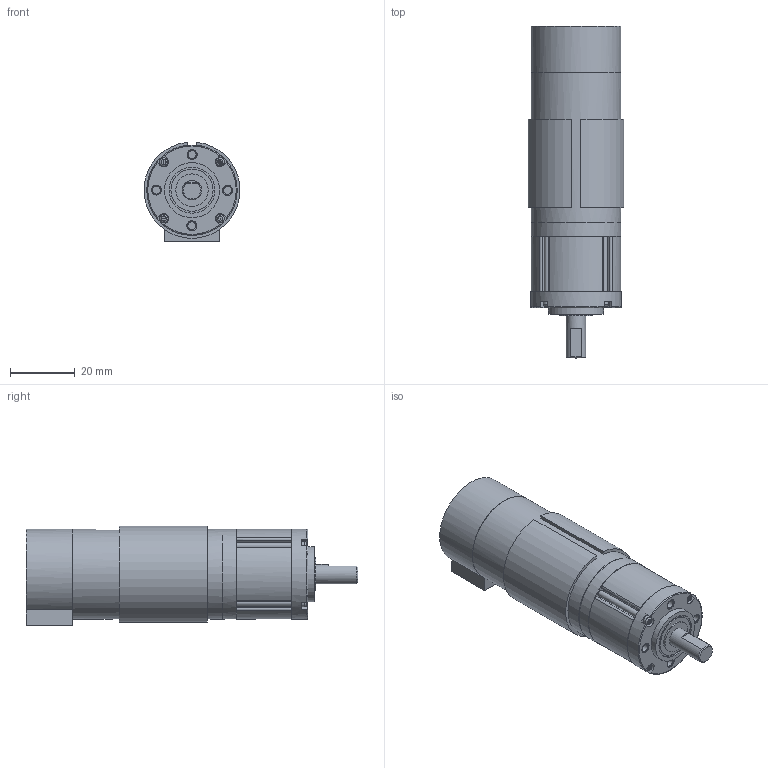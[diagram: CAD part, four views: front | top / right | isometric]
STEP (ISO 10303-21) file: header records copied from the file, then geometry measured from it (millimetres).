
FILE_DESCRIPTION(/* description */ ('STEP AP242','CAx-IF Rec.Pracs.---Representation and Presentation of Product Manufacturing Information (PMI)---4.0---2014-10-13','CAx-IF Rec.Pracs.---3D Tessellated Geometry---0.4---2014-09-14','2;1'),/* implementation_level */ '2;1');
FILE_NAME(/* name */ '6530e2192e51415681169ea5',/* time_stamp */ '2023-10-19T08:00:26Z',/* author */ (''),/* organization */ (''),/* preprocessor_version */ 'ST-DEVELOPER v19.4',/* originating_system */ ' ',/* authorisation */ ' ');
FILE_SCHEMA (('AP242_MANAGED_MODEL_BASED_3D_ENGINEERING_MIM_LF { 1 0 10303 442 1 1 4 }'));
Length unit declared in the file: metre
Products named in the file (1): PG28Encoder
Bounding box: 29.61 x 102.5 x 30.67 mm (x, y, z)
Volume: 55429.3 mm3; surface area: 11143.2 mm2
Topology: 1 solids, 1 shells, 196 faces, 477 edges, 315 vertices
Faces by surface type: plane 132, cylinder 52, torus 11, cone 1
Full cylindrical faces by diameter (mm): 0.5 x6, 2 x4, 2.459 x4, 2.6 x4, 3.1 x4, 6 x1, 10 x1, 13 x1, 14.2 x1, 17 x1, 27.7 x2, 27.9 x1
Entity records: 5909 total; most frequent: CARTESIAN_POINT 955, DIRECTION 951, ORIENTED_EDGE 852, EDGE_CURVE 426, AXIS2_PLACEMENT_3D 338, VERTEX_POINT 302, LINE 275, VECTOR 275
